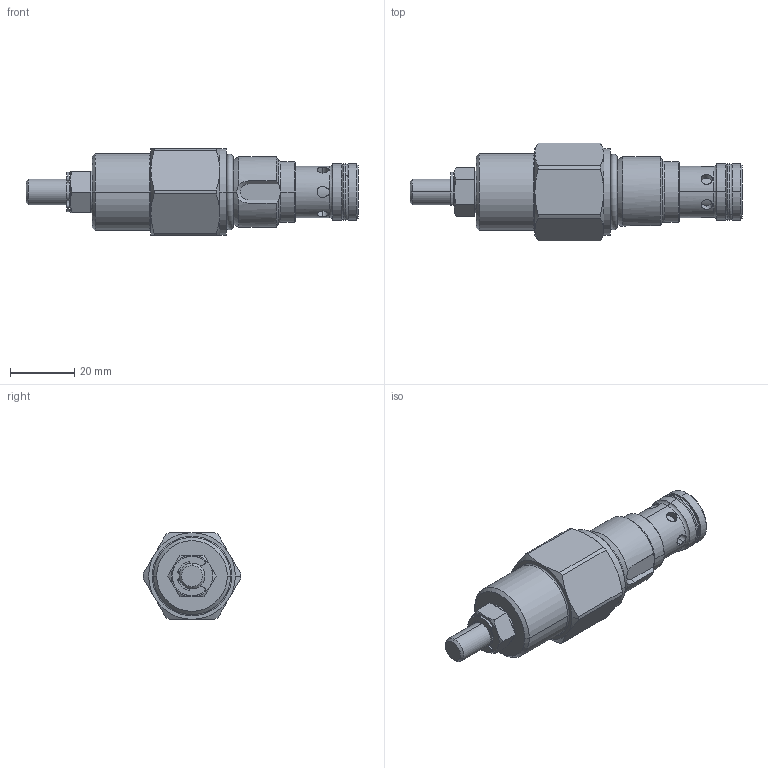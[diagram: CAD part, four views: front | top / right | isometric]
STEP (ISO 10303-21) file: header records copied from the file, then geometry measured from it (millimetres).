
FILE_DESCRIPTION (( 'STEP AP214' ), '1' );
FILE_NAME ('452.B2_Kunde.STEP', '2017-02-21T14:08:36', ( 'user' ), ( '' ), 'SwSTEP 2.0', 'SolidWorks 2016', '' );
FILE_SCHEMA (( 'AUTOMOTIVE_DESIGN' ));
Length unit declared in the file: millimetre
Products named in the file (1): 452.B2_Kunde
Bounding box: 103.42 x 30.5 x 27 mm (x, y, z)
Volume: 36212 mm3; surface area: 8683.8 mm2
Topology: 3 solids, 3 shells, 164 faces, 377 edges, 230 vertices
Faces by surface type: cylinder 71, plane 40, cone 33, torus 20
Entity records: 5513 total; most frequent: CARTESIAN_POINT 1708, DIRECTION 795, ORIENTED_EDGE 754, EDGE_CURVE 377, AXIS2_PLACEMENT_3D 335, VERTEX_POINT 230, EDGE_LOOP 177, CIRCLE 170
